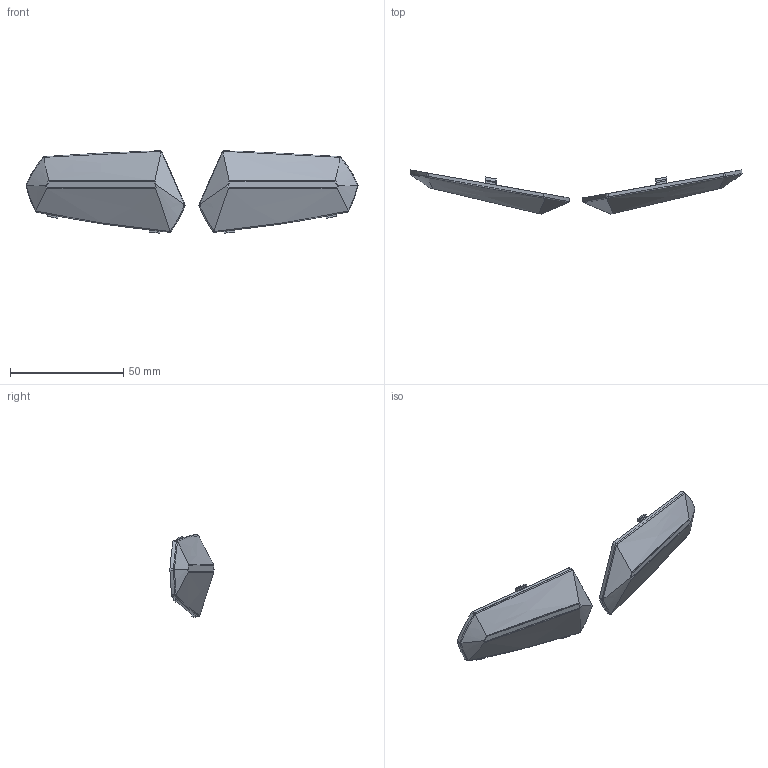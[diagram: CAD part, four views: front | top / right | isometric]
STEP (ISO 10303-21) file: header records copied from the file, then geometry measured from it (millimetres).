
FILE_DESCRIPTION((''),'2;1');
FILE_NAME('ZYK_ASM','2023-10-25T12:02:02',('win10'),(''),'CREO PARAMETRIC BY PTC INC, 2019344','CREO PARAMETRIC BY PTC INC, 2019344','');
FILE_SCHEMA(('AUTOMOTIVE_DESIGN { 1 0 10303 214 1 1 1 1 }'));
Length unit declared in the file: millimetre
Products named in the file (10): COVER-REAR-L_811__2___7; LED-LIGHT-GUIDE_317__2___3_1; LED-LIGHT-GUIDE_317__2___3_ASM; PCB-LED-MIN_53__2___1; LED-LIGHT-GUIDE-ASS__ASM_5_ASM; COVER-REAR-L-ASS_ASM_50__ASM_6_ASM; COVER-REAR-R_173__2___5; COVER-REAR-R-ASS__ASM_5_ASM; COVER-REAR-ASS-0001_ASM_3_ASM; ZYK_ASM
Assembly tree (10 placements, depth 6):
  ZYK_ASM
    COVER-REAR-ASS-0001_ASM_3_ASM
      COVER-REAR-L-ASS_ASM_50__ASM_6_ASM
        COVER-REAR-L_811__2___7
        LED-LIGHT-GUIDE-ASS__ASM_5_ASM
          LED-LIGHT-GUIDE_317__2___3_ASM
            LED-LIGHT-GUIDE_317__2___3_1
          PCB-LED-MIN_53__2___1
      COVER-REAR-R-ASS__ASM_5_ASM
        COVER-REAR-R_173__2___5
        LED-LIGHT-GUIDE-ASS__ASM_5_ASM
          LED-LIGHT-GUIDE_317__2___3_ASM
            LED-LIGHT-GUIDE_317__2___3_1
          PCB-LED-MIN_53__2___1
Bounding box: 146.45 x 19.47 x 36.38 mm (x, y, z)
Volume: 9626.2 mm3; surface area: 13128.5 mm2
Topology: 6 solids, 6 shells, 469 faces, 1280 edges, 846 vertices
Faces by surface type: plane 275, cylinder 86, bspline 78, extrusion 30
Entity records: 18457 total; most frequent: CARTESIAN_POINT 8406, ORIENTED_EDGE 2344, DIRECTION 1392, EDGE_CURVE 1172, VERTEX_POINT 774, VECTOR 636, LINE 606, B_SPLINE_CURVE_WITH_KNOTS 564
